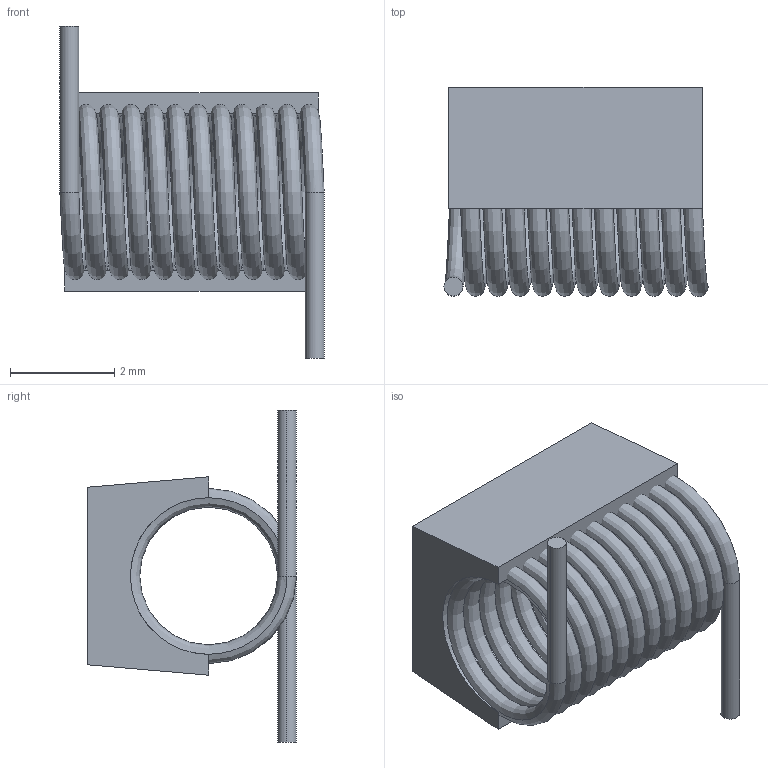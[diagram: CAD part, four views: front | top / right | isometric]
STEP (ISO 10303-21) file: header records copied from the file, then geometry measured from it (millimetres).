
FILE_DESCRIPTION (( 'STEP AP214' ), '1' );
FILE_NAME ('air core smt inductor.STEP', '2020-07-26T06:53:41', ( '' ), ( '' ), 'SwSTEP 2.0', 'SolidWorks 2018', '' );
FILE_SCHEMA (( 'AUTOMOTIVE_DESIGN' ));
Length unit declared in the file: millimetre
Products named in the file (1): air core smt inductor
Bounding box: 5.06 x 4 x 6.36 mm (x, y, z)
Volume: 34.6 mm3; surface area: 200.2 mm2
Topology: 2 solids, 2 shells, 16 faces, 32 edges, 20 vertices
Faces by surface type: plane 9, cylinder 5, bspline 2
Entity records: 2743 total; most frequent: CARTESIAN_POINT 2193, DIRECTION 70, ORIENTED_EDGE 64, EDGE_CURVE 32, AXIS2_PLACEMENT_3D 25, VECTOR 20, LINE 20, UNCERTAINTY_MEASURE_WITH_UNIT 20
